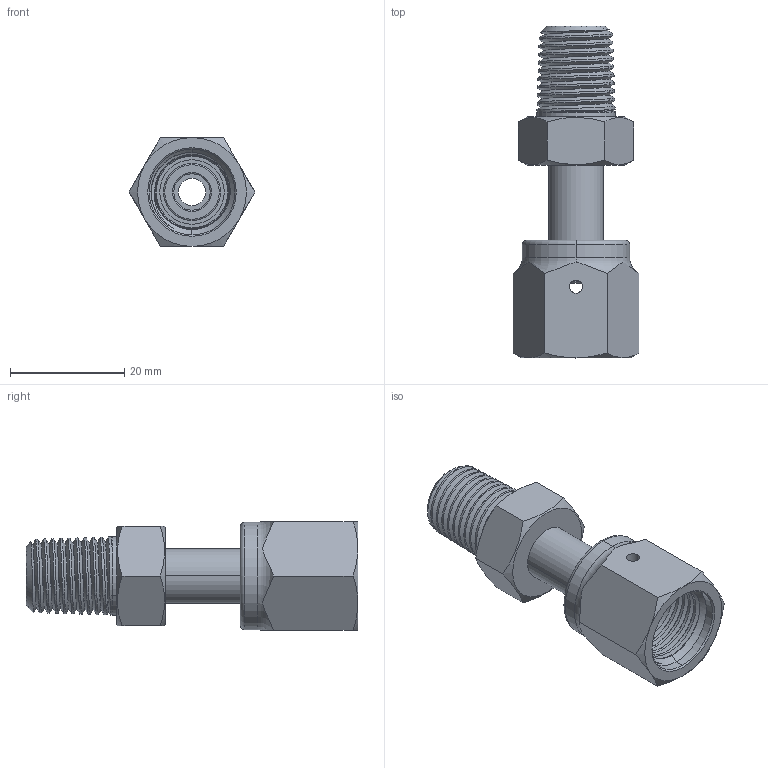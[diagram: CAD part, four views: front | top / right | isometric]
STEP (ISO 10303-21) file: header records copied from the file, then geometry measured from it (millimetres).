
FILE_DESCRIPTION (( 'STEP AP203' ), '1' );
FILE_NAME ('AD-44SS-MFFS.STEP', '2025-11-13T15:10:03', ( '' ), ( '' ), 'SwSTEP 2.0', 'SolidWorks 2018', '' );
FILE_SCHEMA (( 'CONFIG_CONTROL_DESIGN' ));
Length unit declared in the file: inch
Products named in the file (4): PRT-001410; PRT-000383; PRT-001187; AD-44SS-MFFS
Assembly tree (3 placements, depth 2):
  AD-44SS-MFFS
    PRT-001410
    PRT-000383
    PRT-001187
Bounding box: 22 x 58.07 x 19.05 mm (x, y, z)
Volume: 8002.7 mm3; surface area: 6877.1 mm2
Topology: 3 solids, 3 shells, 137 faces, 339 edges, 213 vertices
Faces by surface type: cone 49, cylinder 44, plane 25, torus 12, bspline 7
Entity records: 14803 total; most frequent: CARTESIAN_POINT 11289, ORIENTED_EDGE 678, DIRECTION 599, EDGE_CURVE 339, AXIS2_PLACEMENT_3D 245, VERTEX_POINT 213, EDGE_LOOP 152, ADVANCED_FACE 137
